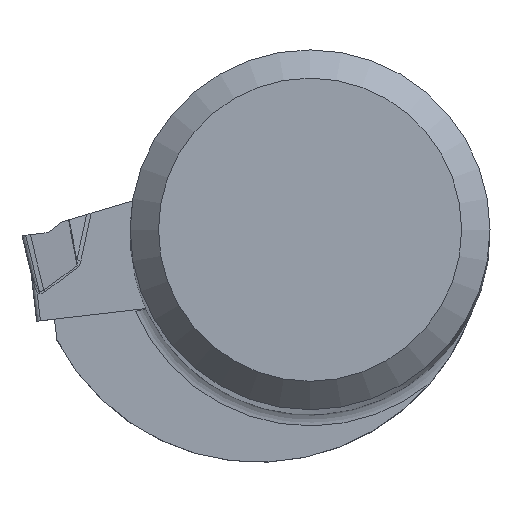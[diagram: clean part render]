
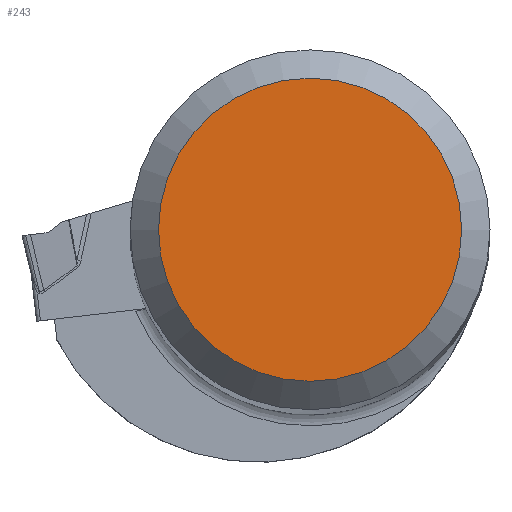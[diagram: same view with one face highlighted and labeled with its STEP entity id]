
A CAD part, top view. The second image highlights one B-rep face of the part: STEP entity #243.
In plain terms, the highlighted planar face has unit normal (0, 0, 1).
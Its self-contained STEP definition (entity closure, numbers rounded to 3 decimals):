
#172=PLANE('',#2037);
#243=ADVANCED_FACE('TB_BL_N10_SU6',(#380),#172,.T.);
#380=FACE_OUTER_BOUND('',#488,.T.);
#488=EDGE_LOOP('',(#1004));
#824=CIRCLE('',#2036,8.025);
#1004=ORIENTED_EDGE('',*,*,#1678,.T.);
#1473=VERTEX_POINT('',#2925);
#1678=EDGE_CURVE('',#1473,#1473,#824,.T.);
#2036=AXIS2_PLACEMENT_3D('',#2924,#2297,#2298);
#2037=AXIS2_PLACEMENT_3D('',#2926,#2299,#2300);
#2297=DIRECTION('',(0.,0.,1.));
#2298=DIRECTION('',(1.,0.,0.));
#2299=DIRECTION('',(0.,0.,1.));
#2300=DIRECTION('',(1.,0.,0.));
#2924=CARTESIAN_POINT('',(0.,0.,0.));
#2925=CARTESIAN_POINT('',(8.025,0.,0.));
#2926=CARTESIAN_POINT('',(0.,0.,0.));
